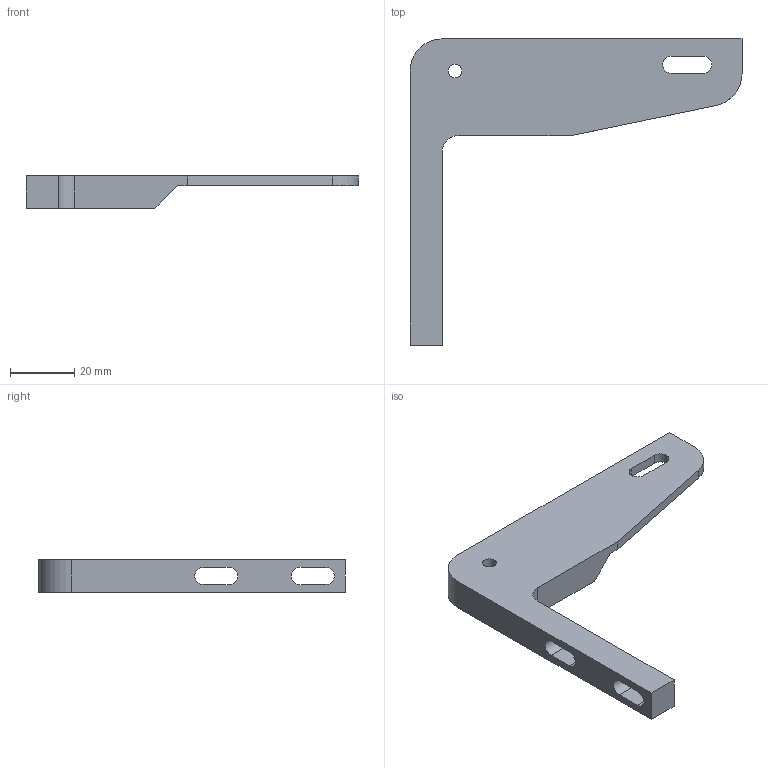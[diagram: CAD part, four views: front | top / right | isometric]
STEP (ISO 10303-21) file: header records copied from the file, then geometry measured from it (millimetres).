
FILE_DESCRIPTION (( 'STEP AP214' ), '1' );
FILE_NAME ('5-PlaqueBase-09.STEP', '2022-08-15T18:25:44', ( '' ), ( '' ), 'SwSTEP 2.0', 'SolidWorks 2019', '' );
FILE_SCHEMA (( 'AUTOMOTIVE_DESIGN' ));
Length unit declared in the file: millimetre
Products named in the file (1): 5-PlaqueBase-09
Bounding box: 103 x 95 x 10 mm (x, y, z)
Volume: 22177.4 mm3; surface area: 10200.1 mm2
Topology: 1 solids, 1 shells, 29 faces, 81 edges, 54 vertices
Faces by surface type: plane 17, cylinder 12
Entity records: 1011 total; most frequent: DIRECTION 165, CARTESIAN_POINT 165, ORIENTED_EDGE 162, EDGE_CURVE 81, VECTOR 57, LINE 57, VERTEX_POINT 54, AXIS2_PLACEMENT_3D 54
